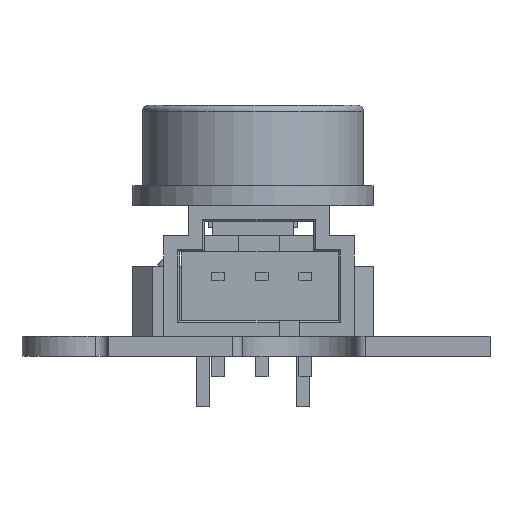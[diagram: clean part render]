
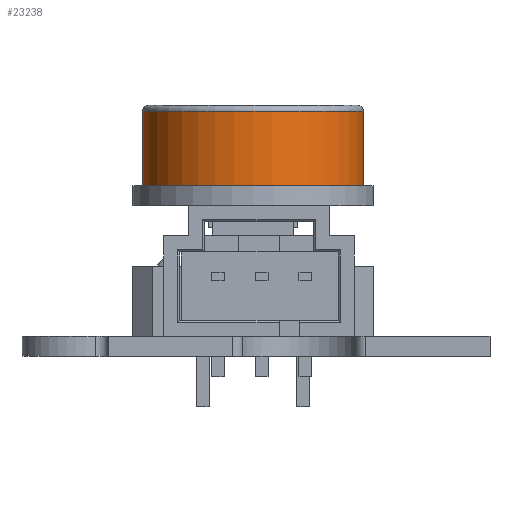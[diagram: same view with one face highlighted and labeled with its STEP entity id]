
A CAD part, left-side view. The second image highlights one B-rep face of the part: STEP entity #23238.
In plain terms, the highlighted cylindrical face has radius 5.5 mm (diameter 11 mm), a full revolution.
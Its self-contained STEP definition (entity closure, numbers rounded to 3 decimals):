
#23141 = PLANE('',#23142);
#23142 = AXIS2_PLACEMENT_3D('',#23143,#23144,#23145);
#23143 = CARTESIAN_POINT('',(3.5,2.3,8.5));
#23144 = DIRECTION('',(0.,0.,1.));
#23145 = DIRECTION('',(1.,0.,0.));
#23210 = EDGE_CURVE('',#23211,#23211,#23213,.T.);
#23211 = VERTEX_POINT('',#23212);
#23212 = CARTESIAN_POINT('',(9.,2.3,8.5));
#23213 = SURFACE_CURVE('',#23214,(#23219,#23226),.PCURVE_S1.);
#23214 = CIRCLE('',#23215,5.5);
#23215 = AXIS2_PLACEMENT_3D('',#23216,#23217,#23218);
#23216 = CARTESIAN_POINT('',(3.5,2.3,8.5));
#23217 = DIRECTION('',(0.,0.,1.));
#23218 = DIRECTION('',(1.,0.,0.));
#23219 = PCURVE('',#23141,#23220);
#23220 = DEFINITIONAL_REPRESENTATION('',(#23221),#23225);
#23221 = CIRCLE('',#23222,5.5);
#23222 = AXIS2_PLACEMENT_2D('',#23223,#23224);
#23223 = CARTESIAN_POINT('',(0.,0.));
#23224 = DIRECTION('',(1.,0.));
#23225 = ( GEOMETRIC_REPRESENTATION_CONTEXT(2) 
PARAMETRIC_REPRESENTATION_CONTEXT() REPRESENTATION_CONTEXT('2D SPACE',''
  ) );
#23226 = PCURVE('',#23227,#23232);
#23227 = CYLINDRICAL_SURFACE('',#23228,5.5);
#23228 = AXIS2_PLACEMENT_3D('',#23229,#23230,#23231);
#23229 = CARTESIAN_POINT('',(3.5,2.3,8.5));
#23230 = DIRECTION('',(0.,0.,1.));
#23231 = DIRECTION('',(1.,0.,0.));
#23232 = DEFINITIONAL_REPRESENTATION('',(#23233),#23237);
#23233 = LINE('',#23234,#23235);
#23234 = CARTESIAN_POINT('',(0.,0.));
#23235 = VECTOR('',#23236,1.);
#23236 = DIRECTION('',(1.,0.));
#23237 = ( GEOMETRIC_REPRESENTATION_CONTEXT(2) 
PARAMETRIC_REPRESENTATION_CONTEXT() REPRESENTATION_CONTEXT('2D SPACE',''
  ) );
#23238 = ADVANCED_FACE('',(#23239),#23227,.T.);
#23239 = FACE_BOUND('',#23240,.T.);
#23240 = EDGE_LOOP('',(#23241,#23264,#23291,#23292));
#23241 = ORIENTED_EDGE('',*,*,#23242,.T.);
#23242 = EDGE_CURVE('',#23211,#23243,#23245,.T.);
#23243 = VERTEX_POINT('',#23244);
#23244 = CARTESIAN_POINT('',(9.,2.3,12.2));
#23245 = SEAM_CURVE('',#23246,(#23250,#23257),.PCURVE_S1.);
#23246 = LINE('',#23247,#23248);
#23247 = CARTESIAN_POINT('',(9.,2.3,8.5));
#23248 = VECTOR('',#23249,1.);
#23249 = DIRECTION('',(0.,0.,1.));
#23250 = PCURVE('',#23227,#23251);
#23251 = DEFINITIONAL_REPRESENTATION('',(#23252),#23256);
#23252 = LINE('',#23253,#23254);
#23253 = CARTESIAN_POINT('',(6.283,-0.));
#23254 = VECTOR('',#23255,1.);
#23255 = DIRECTION('',(0.,1.));
#23256 = ( GEOMETRIC_REPRESENTATION_CONTEXT(2) 
PARAMETRIC_REPRESENTATION_CONTEXT() REPRESENTATION_CONTEXT('2D SPACE',''
  ) );
#23257 = PCURVE('',#23227,#23258);
#23258 = DEFINITIONAL_REPRESENTATION('',(#23259),#23263);
#23259 = LINE('',#23260,#23261);
#23260 = CARTESIAN_POINT('',(0.,-0.));
#23261 = VECTOR('',#23262,1.);
#23262 = DIRECTION('',(0.,1.));
#23263 = ( GEOMETRIC_REPRESENTATION_CONTEXT(2) 
PARAMETRIC_REPRESENTATION_CONTEXT() REPRESENTATION_CONTEXT('2D SPACE',''
  ) );
#23264 = ORIENTED_EDGE('',*,*,#23265,.F.);
#23265 = EDGE_CURVE('',#23243,#23243,#23266,.T.);
#23266 = SURFACE_CURVE('',#23267,(#23272,#23279),.PCURVE_S1.);
#23267 = CIRCLE('',#23268,5.5);
#23268 = AXIS2_PLACEMENT_3D('',#23269,#23270,#23271);
#23269 = CARTESIAN_POINT('',(3.5,2.3,12.2));
#23270 = DIRECTION('',(0.,0.,1.));
#23271 = DIRECTION('',(1.,0.,0.));
#23272 = PCURVE('',#23227,#23273);
#23273 = DEFINITIONAL_REPRESENTATION('',(#23274),#23278);
#23274 = LINE('',#23275,#23276);
#23275 = CARTESIAN_POINT('',(0.,3.7));
#23276 = VECTOR('',#23277,1.);
#23277 = DIRECTION('',(1.,0.));
#23278 = ( GEOMETRIC_REPRESENTATION_CONTEXT(2) 
PARAMETRIC_REPRESENTATION_CONTEXT() REPRESENTATION_CONTEXT('2D SPACE',''
  ) );
#23279 = PCURVE('',#23280,#23285);
#23280 = TOROIDAL_SURFACE('',#23281,5.2,0.3);
#23281 = AXIS2_PLACEMENT_3D('',#23282,#23283,#23284);
#23282 = CARTESIAN_POINT('',(3.5,2.3,12.2));
#23283 = DIRECTION('',(-0.,-0.,-1.));
#23284 = DIRECTION('',(1.,0.,0.));
#23285 = DEFINITIONAL_REPRESENTATION('',(#23286),#23290);
#23286 = LINE('',#23287,#23288);
#23287 = CARTESIAN_POINT('',(-0.,6.283));
#23288 = VECTOR('',#23289,1.);
#23289 = DIRECTION('',(-1.,0.));
#23290 = ( GEOMETRIC_REPRESENTATION_CONTEXT(2) 
PARAMETRIC_REPRESENTATION_CONTEXT() REPRESENTATION_CONTEXT('2D SPACE',''
  ) );
#23291 = ORIENTED_EDGE('',*,*,#23242,.F.);
#23292 = ORIENTED_EDGE('',*,*,#23210,.T.);
